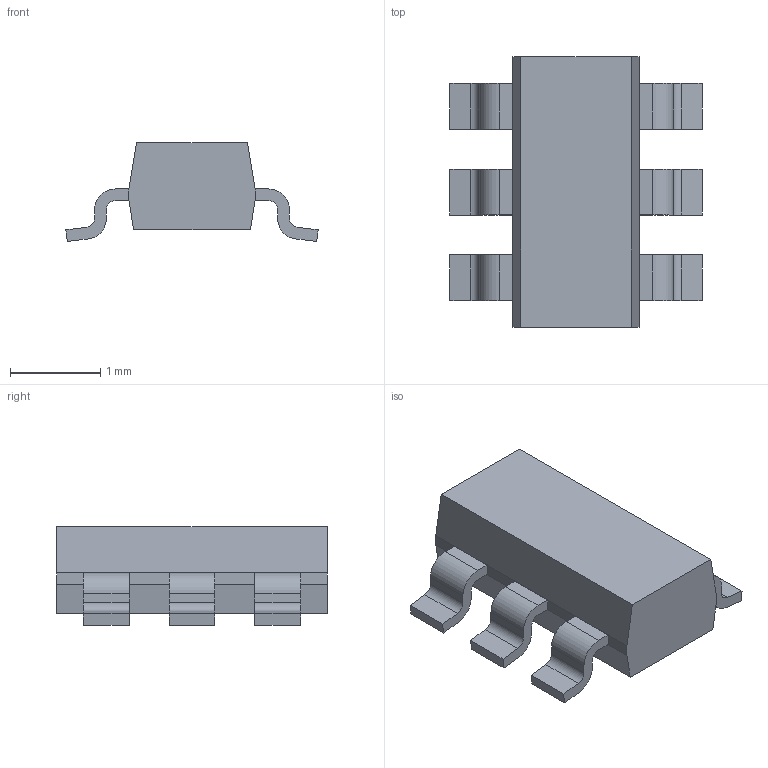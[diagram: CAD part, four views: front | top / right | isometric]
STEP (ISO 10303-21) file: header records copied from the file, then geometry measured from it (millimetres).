
FILE_DESCRIPTION((''),'2;1');
FILE_NAME('SOT95P280X110-6N.stp','2013-04-18T13:28:05',(''),(''),'Mechanical Desktop 2011','Mechanical Desktop 2011',', , ');
FILE_SCHEMA(('AUTOMOTIVE_DESIGN { 1 2 10303 214 1 1 1 1 }'));
Length unit declared in the file: millimetre
Products named in the file (1): Product
Bounding box: 2.8 x 3 x 1.1 mm (x, y, z)
Volume: 4.3 mm3; surface area: 24.4 mm2
Topology: 7 solids, 7 shells, 94 faces, 240 edges, 160 vertices
Faces by surface type: plane 55, bspline 27, cylinder 12
Entity records: 3034 total; most frequent: CARTESIAN_POINT 744, ORIENTED_EDGE 480, DIRECTION 424, EDGE_CURVE 240, VECTOR 192, LINE 192, VERTEX_POINT 160, AXIS2_PLACEMENT_3D 116
